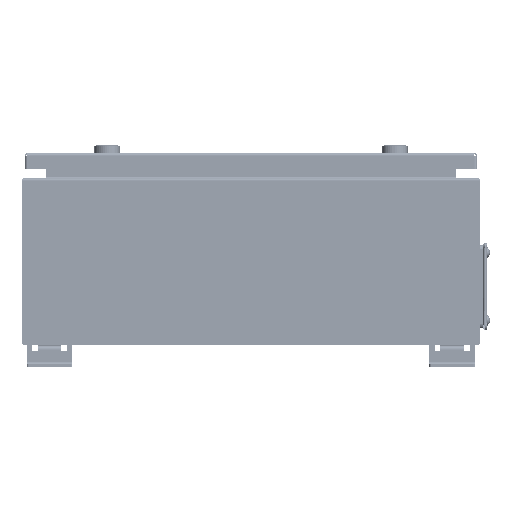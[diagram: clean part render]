
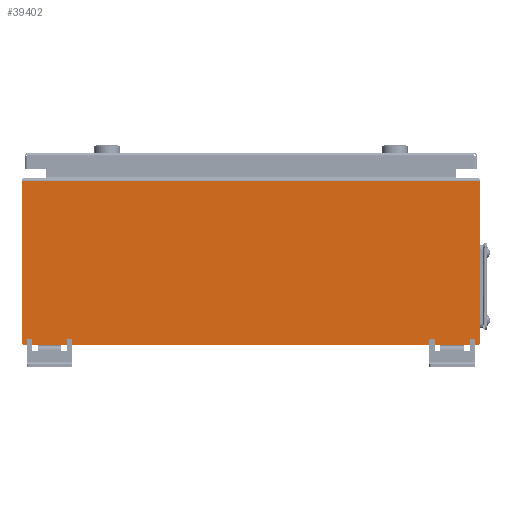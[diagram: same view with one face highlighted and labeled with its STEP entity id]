
A CAD part, left-side view. The second image highlights one B-rep face of the part: STEP entity #39402.
In plain terms, the highlighted planar face has unit normal (-1, 0, 0).
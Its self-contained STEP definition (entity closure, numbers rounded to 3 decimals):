
#933 = VECTOR ( 'NONE', #4668, 1000. ) ;
#1614 = VERTEX_POINT ( 'NONE', #21089 ) ;
#2227 = VERTEX_POINT ( 'NONE', #19209 ) ;
#2269 = EDGE_CURVE ( 'NONE', #2227, #1614, #61892, .T. ) ;
#3227 = CARTESIAN_POINT ( 'NONE',  ( -1.5, -250., 91.5 ) ) ;
#3405 = LINE ( 'NONE', #24835, #64008 ) ;
#3491 = VERTEX_POINT ( 'NONE', #52523 ) ;
#4668 = DIRECTION ( 'NONE',  ( 0., 0., -1. ) ) ;
#5901 = EDGE_CURVE ( 'NONE', #63157, #55822, #46587, .T. ) ;
#6381 = CARTESIAN_POINT ( 'NONE',  ( -1.5, 250., 88.5 ) ) ;
#11482 = AXIS2_PLACEMENT_3D ( 'NONE', #39205, #56281, #33655 ) ;
#12821 = AXIS2_PLACEMENT_3D ( 'NONE', #67490, #50072, #39669 ) ;
#18457 = DIRECTION ( 'NONE',  ( 0., 1., 0. ) ) ;
#19209 = CARTESIAN_POINT ( 'NONE',  ( -1.5, -247., -91.5 ) ) ;
#21089 = CARTESIAN_POINT ( 'NONE',  ( -1.5, 247., -91.5 ) ) ;
#22805 = EDGE_CURVE ( 'NONE', #3491, #55822, #3405, .T. ) ;
#24141 = EDGE_CURVE ( 'NONE', #2227, #37901, #69967, .T. ) ;
#24835 = CARTESIAN_POINT ( 'NONE',  ( -1.5, 250., 91.5 ) ) ;
#27461 = PLANE ( 'NONE',  #12821 ) ;
#27704 = DIRECTION ( 'NONE',  ( -1., 0., 0. ) ) ;
#28146 = DIRECTION ( 'NONE',  ( 0., 1., 0. ) ) ;
#30927 = AXIS2_PLACEMENT_3D ( 'NONE', #49203, #27704, #38827 ) ;
#33655 = DIRECTION ( 'NONE',  ( 0., 0., 1. ) ) ;
#37783 = EDGE_CURVE ( 'NONE', #3491, #1614, #64672, .T. ) ;
#37901 = VERTEX_POINT ( 'NONE', #54653 ) ;
#38422 = EDGE_LOOP ( 'NONE', ( #72985, #53341, #71639, #54681, #64983, #69072 ) ) ;
#38827 = DIRECTION ( 'NONE',  ( 0., 0., 1. ) ) ;
#39205 = CARTESIAN_POINT ( 'NONE',  ( -1.5, 247., -88.5 ) ) ;
#39402 = ADVANCED_FACE ( 'NONE', ( #44176 ), #27461, .T. ) ;
#39669 = DIRECTION ( 'NONE',  ( 0., 0., 1. ) ) ;
#44176 = FACE_OUTER_BOUND ( 'NONE', #38422, .T. ) ;
#46587 = LINE ( 'NONE', #51385, #64307 ) ;
#47334 = CARTESIAN_POINT ( 'NONE',  ( -1.5, -250., -91.5 ) ) ;
#49203 = CARTESIAN_POINT ( 'NONE',  ( -1.5, -247., -88.5 ) ) ;
#49389 = LINE ( 'NONE', #3227, #933 ) ;
#50072 = DIRECTION ( 'NONE',  ( -1., 0., 0. ) ) ;
#51385 = CARTESIAN_POINT ( 'NONE',  ( -1.5, -250., 88.5 ) ) ;
#52523 = CARTESIAN_POINT ( 'NONE',  ( -1.5, 250., -88.5 ) ) ;
#53341 = ORIENTED_EDGE ( 'NONE', *, *, #24141, .T. ) ;
#54653 = CARTESIAN_POINT ( 'NONE',  ( -1.5, -250., -88.5 ) ) ;
#54681 = ORIENTED_EDGE ( 'NONE', *, *, #5901, .T. ) ;
#55822 = VERTEX_POINT ( 'NONE', #6381 ) ;
#56281 = DIRECTION ( 'NONE',  ( -1., 0., 0. ) ) ;
#58107 = VECTOR ( 'NONE', #28146, 1000. ) ;
#60998 = EDGE_CURVE ( 'NONE', #63157, #37901, #49389, .T. ) ;
#61892 = LINE ( 'NONE', #47334, #58107 ) ;
#63157 = VERTEX_POINT ( 'NONE', #70747 ) ;
#64008 = VECTOR ( 'NONE', #69987, 1000. ) ;
#64307 = VECTOR ( 'NONE', #18457, 1000. ) ;
#64672 = CIRCLE ( 'NONE', #11482, 3. ) ;
#64983 = ORIENTED_EDGE ( 'NONE', *, *, #22805, .F. ) ;
#67490 = CARTESIAN_POINT ( 'NONE',  ( -1.5, 0., 0. ) ) ;
#69072 = ORIENTED_EDGE ( 'NONE', *, *, #37783, .T. ) ;
#69967 = CIRCLE ( 'NONE', #30927, 3. ) ;
#69987 = DIRECTION ( 'NONE',  ( 0., 0., 1. ) ) ;
#70747 = CARTESIAN_POINT ( 'NONE',  ( -1.5, -250., 88.5 ) ) ;
#71639 = ORIENTED_EDGE ( 'NONE', *, *, #60998, .F. ) ;
#72985 = ORIENTED_EDGE ( 'NONE', *, *, #2269, .F. ) ;
